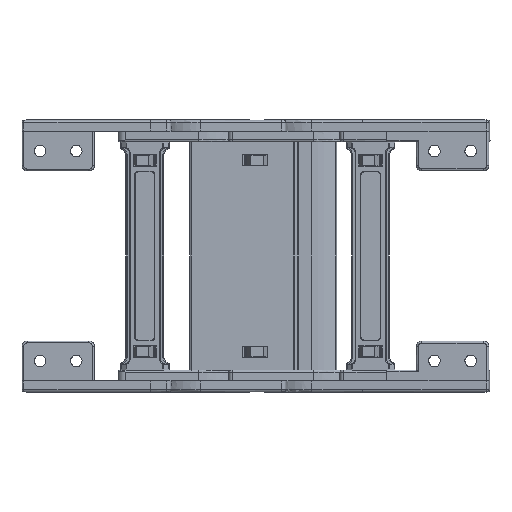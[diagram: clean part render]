
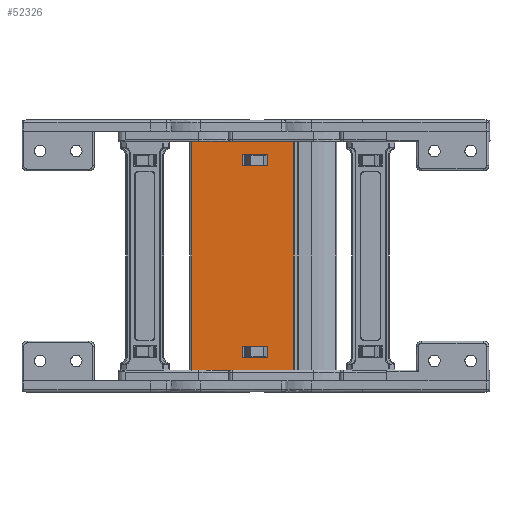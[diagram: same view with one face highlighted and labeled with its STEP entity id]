
A CAD part, front view. The second image highlights one B-rep face of the part: STEP entity #52326.
In plain terms, the highlighted planar face has unit normal (0, -1, 0).
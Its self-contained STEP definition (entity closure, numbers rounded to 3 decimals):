
#198 = CARTESIAN_POINT ( 'NONE',  ( -77.484, 143.854, 111.447 ) ) ;
#1472 = EDGE_CURVE ( 'NONE', #46588, #12701, #22795, .T. ) ;
#3222 = ORIENTED_EDGE ( 'NONE', *, *, #103716, .T. ) ;
#3689 = CARTESIAN_POINT ( 'NONE',  ( -77.484, 143.854, 117.747 ) ) ;
#4110 = VECTOR ( 'NONE', #89381, 1000. ) ;
#4828 = VECTOR ( 'NONE', #16984, 1000. ) ;
#6054 = VERTEX_POINT ( 'NONE', #66421 ) ;
#7247 = CARTESIAN_POINT ( 'NONE',  ( -49.264, 143.854, 131.117 ) ) ;
#9402 = DIRECTION ( 'NONE',  ( -1., 0., 0. ) ) ;
#9441 = LINE ( 'NONE', #31371, #23216 ) ;
#10617 = CARTESIAN_POINT ( 'NONE',  ( -49.264, 143.854, 124.497 ) ) ;
#11363 = CARTESIAN_POINT ( 'NONE',  ( -80.484, 143.854, 124.497 ) ) ;
#12137 = EDGE_CURVE ( 'NONE', #96997, #45006, #56965, .T. ) ;
#12425 = CARTESIAN_POINT ( 'NONE',  ( -63.484, 143.854, 11.547 ) ) ;
#12701 = VERTEX_POINT ( 'NONE', #3689 ) ;
#16984 = DIRECTION ( 'NONE',  ( -1., 0., 0. ) ) ;
#17413 = DIRECTION ( 'NONE',  ( 0., 0., -1. ) ) ;
#18484 = ORIENTED_EDGE ( 'NONE', *, *, #1472, .T. ) ;
#18674 = VECTOR ( 'NONE', #75533, 1000. ) ;
#20290 = EDGE_CURVE ( 'NONE', #45006, #94747, #65910, .T. ) ;
#20426 = VECTOR ( 'NONE', #71332, 1000. ) ;
#21052 = CARTESIAN_POINT ( 'NONE',  ( -80.484, 143.854, 49.497 ) ) ;
#21384 = DIRECTION ( 'NONE',  ( 0., 0., -1. ) ) ;
#22012 = VECTOR ( 'NONE', #17413, 1000. ) ;
#22395 = LINE ( 'NONE', #83214, #18674 ) ;
#22795 = LINE ( 'NONE', #79518, #40352 ) ;
#23216 = VECTOR ( 'NONE', #47793, 1000. ) ;
#23339 = CARTESIAN_POINT ( 'NONE',  ( -105.464, 143.854, -1.503 ) ) ;
#23351 = DIRECTION ( 'NONE',  ( 0., 0., -1. ) ) ;
#23364 = VERTEX_POINT ( 'NONE', #81982 ) ;
#24199 = CARTESIAN_POINT ( 'NONE',  ( -49.264, 143.854, -1.503 ) ) ;
#24358 = EDGE_LOOP ( 'NONE', ( #32118, #35026, #83566, #65389 ) ) ;
#25148 = CARTESIAN_POINT ( 'NONE',  ( -80.484, 143.854, -1.503 ) ) ;
#26282 = ORIENTED_EDGE ( 'NONE', *, *, #90379, .T. ) ;
#26448 = CARTESIAN_POINT ( 'NONE',  ( -105.464, 143.854, 131.117 ) ) ;
#29968 = FACE_OUTER_BOUND ( 'NONE', #87569, .T. ) ;
#30671 = VECTOR ( 'NONE', #65199, 1000. ) ;
#31371 = CARTESIAN_POINT ( 'NONE',  ( -77.484, 143.854, 11.547 ) ) ;
#31569 = DIRECTION ( 'NONE',  ( 0., 0., 1. ) ) ;
#32118 = ORIENTED_EDGE ( 'NONE', *, *, #49261, .F. ) ;
#33731 = EDGE_CURVE ( 'NONE', #92292, #94747, #57882, .T. ) ;
#35026 = ORIENTED_EDGE ( 'NONE', *, *, #42230, .F. ) ;
#40352 = VECTOR ( 'NONE', #31569, 1000. ) ;
#40487 = LINE ( 'NONE', #80075, #20426 ) ;
#41751 = AXIS2_PLACEMENT_3D ( 'NONE', #21052, #53216, #21384 ) ;
#42230 = EDGE_CURVE ( 'NONE', #96732, #53467, #40487, .T. ) ;
#44304 = LINE ( 'NONE', #11363, #81830 ) ;
#45006 = VERTEX_POINT ( 'NONE', #24199 ) ;
#45161 = CARTESIAN_POINT ( 'NONE',  ( -77.484, 143.854, 117.747 ) ) ;
#45167 = VERTEX_POINT ( 'NONE', #59159 ) ;
#46588 = VERTEX_POINT ( 'NONE', #77681 ) ;
#46821 = CARTESIAN_POINT ( 'NONE',  ( -63.484, 143.854, 5.247 ) ) ;
#47484 = VECTOR ( 'NONE', #74551, 1000. ) ;
#47793 = DIRECTION ( 'NONE',  ( -1., 0., 0. ) ) ;
#48713 = FACE_BOUND ( 'NONE', #24358, .T. ) ;
#49261 = EDGE_CURVE ( 'NONE', #53467, #49782, #9441, .T. ) ;
#49782 = VERTEX_POINT ( 'NONE', #71474 ) ;
#51328 = LINE ( 'NONE', #45161, #47484 ) ;
#52326 = ADVANCED_FACE ( 'NONE', ( #48713, #29968, #83791 ), #100727, .F. ) ;
#53216 = DIRECTION ( 'NONE',  ( 0., 1., 0. ) ) ;
#53467 = VERTEX_POINT ( 'NONE', #12425 ) ;
#55854 = EDGE_CURVE ( 'NONE', #45167, #96732, #73231, .T. ) ;
#56965 = LINE ( 'NONE', #7247, #83315 ) ;
#57261 = CARTESIAN_POINT ( 'NONE',  ( -63.484, 143.854, 111.447 ) ) ;
#57882 = LINE ( 'NONE', #26448, #4110 ) ;
#58419 = EDGE_LOOP ( 'NONE', ( #78336, #18484, #86672, #3222 ) ) ;
#59159 = CARTESIAN_POINT ( 'NONE',  ( -77.484, 143.854, 5.247 ) ) ;
#60804 = ORIENTED_EDGE ( 'NONE', *, *, #20290, .F. ) ;
#65199 = DIRECTION ( 'NONE',  ( 1., 0., 0. ) ) ;
#65389 = ORIENTED_EDGE ( 'NONE', *, *, #78108, .F. ) ;
#65910 = LINE ( 'NONE', #25148, #78492 ) ;
#66421 = CARTESIAN_POINT ( 'NONE',  ( -63.484, 143.854, 111.447 ) ) ;
#71332 = DIRECTION ( 'NONE',  ( 0., 0., 1. ) ) ;
#71474 = CARTESIAN_POINT ( 'NONE',  ( -77.484, 143.854, 11.547 ) ) ;
#73231 = LINE ( 'NONE', #82372, #30671 ) ;
#74551 = DIRECTION ( 'NONE',  ( 1., 0., 0. ) ) ;
#75533 = DIRECTION ( 'NONE',  ( 0., 0., -1. ) ) ;
#77680 = EDGE_CURVE ( 'NONE', #12701, #23364, #51328, .T. ) ;
#77681 = CARTESIAN_POINT ( 'NONE',  ( -77.484, 143.854, 111.447 ) ) ;
#78108 = EDGE_CURVE ( 'NONE', #49782, #45167, #22395, .T. ) ;
#78336 = ORIENTED_EDGE ( 'NONE', *, *, #78448, .T. ) ;
#78448 = EDGE_CURVE ( 'NONE', #6054, #46588, #103607, .T. ) ;
#78492 = VECTOR ( 'NONE', #9402, 1000. ) ;
#79518 = CARTESIAN_POINT ( 'NONE',  ( -77.484, 143.854, 111.447 ) ) ;
#80075 = CARTESIAN_POINT ( 'NONE',  ( -63.484, 143.854, 11.547 ) ) ;
#81830 = VECTOR ( 'NONE', #82744, 1000. ) ;
#81982 = CARTESIAN_POINT ( 'NONE',  ( -63.484, 143.854, 117.747 ) ) ;
#82372 = CARTESIAN_POINT ( 'NONE',  ( -77.484, 143.854, 5.247 ) ) ;
#82744 = DIRECTION ( 'NONE',  ( -1., 0., 0. ) ) ;
#83214 = CARTESIAN_POINT ( 'NONE',  ( -77.484, 143.854, 11.547 ) ) ;
#83315 = VECTOR ( 'NONE', #23351, 1000. ) ;
#83566 = ORIENTED_EDGE ( 'NONE', *, *, #55854, .F. ) ;
#83791 = FACE_BOUND ( 'NONE', #58419, .T. ) ;
#86672 = ORIENTED_EDGE ( 'NONE', *, *, #77680, .T. ) ;
#87569 = EDGE_LOOP ( 'NONE', ( #101217, #26282, #90915, #60804 ) ) ;
#89381 = DIRECTION ( 'NONE',  ( 0., 0., -1. ) ) ;
#89519 = LINE ( 'NONE', #57261, #22012 ) ;
#90379 = EDGE_CURVE ( 'NONE', #96997, #92292, #44304, .T. ) ;
#90915 = ORIENTED_EDGE ( 'NONE', *, *, #33731, .T. ) ;
#92292 = VERTEX_POINT ( 'NONE', #96532 ) ;
#94747 = VERTEX_POINT ( 'NONE', #23339 ) ;
#96532 = CARTESIAN_POINT ( 'NONE',  ( -105.464, 143.854, 124.497 ) ) ;
#96732 = VERTEX_POINT ( 'NONE', #46821 ) ;
#96997 = VERTEX_POINT ( 'NONE', #10617 ) ;
#100727 = PLANE ( 'NONE',  #41751 ) ;
#101217 = ORIENTED_EDGE ( 'NONE', *, *, #12137, .F. ) ;
#103607 = LINE ( 'NONE', #198, #4828 ) ;
#103716 = EDGE_CURVE ( 'NONE', #23364, #6054, #89519, .T. ) ;
